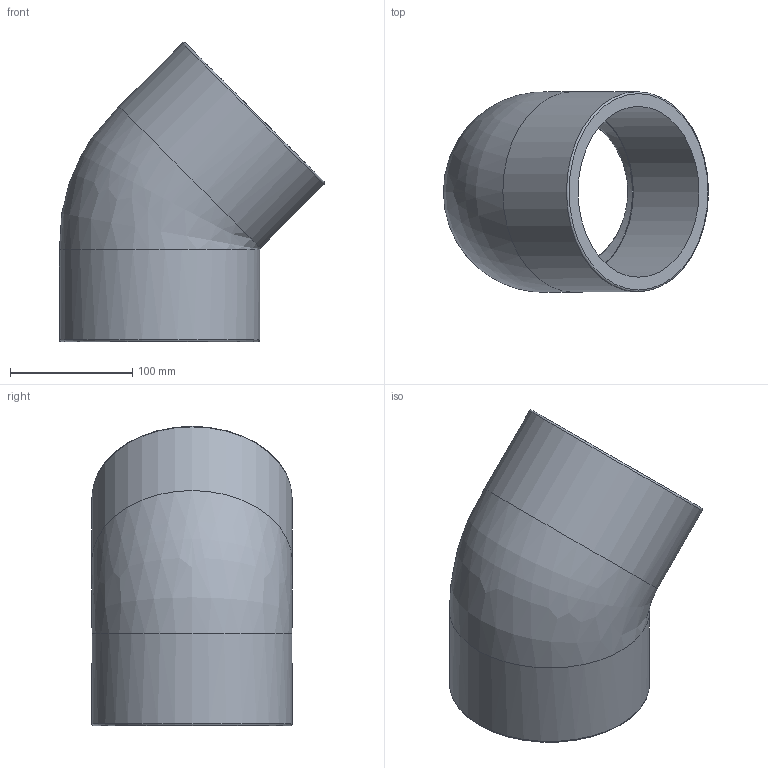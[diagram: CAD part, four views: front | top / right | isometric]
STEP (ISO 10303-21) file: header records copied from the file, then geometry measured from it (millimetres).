
FILE_DESCRIPTION(/* description */ (''),/* implementation_level */ '2;1');
FILE_NAME(/* name */ 'HIV140.ipt.stp',/* time_stamp */ '2013-10-01T14:43:13+02:00',/* author */ ('Marco de Biase'),/* organization */ (''),/* preprocessor_version */ 'ST-DEVELOPER v15.2',/* originating_system */ 'Autodesk Inventor 2014',/* authorisation */ '');
FILE_SCHEMA (('AUTOMOTIVE_DESIGN { 1 0 10303 214 3 1 1 }'));
Length unit declared in the file: millimetre
Products named in the file (1): HIV140
Bounding box: 217.14 x 164 x 245.14 mm (x, y, z)
Volume: 1271872 mm3; surface area: 218321.4 mm2
Topology: 1 solids, 1 shells, 12 faces, 32 edges, 24 vertices
Faces by surface type: cylinder 4, plane 4, torus 2, bspline 2
Full cylindrical faces by diameter (mm): 140 x2, 164 x2
Entity records: 5798 total; most frequent: CARTESIAN_POINT 5478, DIRECTION 66, ORIENTED_EDGE 52, AXIS2_PLACEMENT_3D 33, EDGE_CURVE 26, VERTEX_POINT 24, EDGE_LOOP 22, CIRCLE 22
